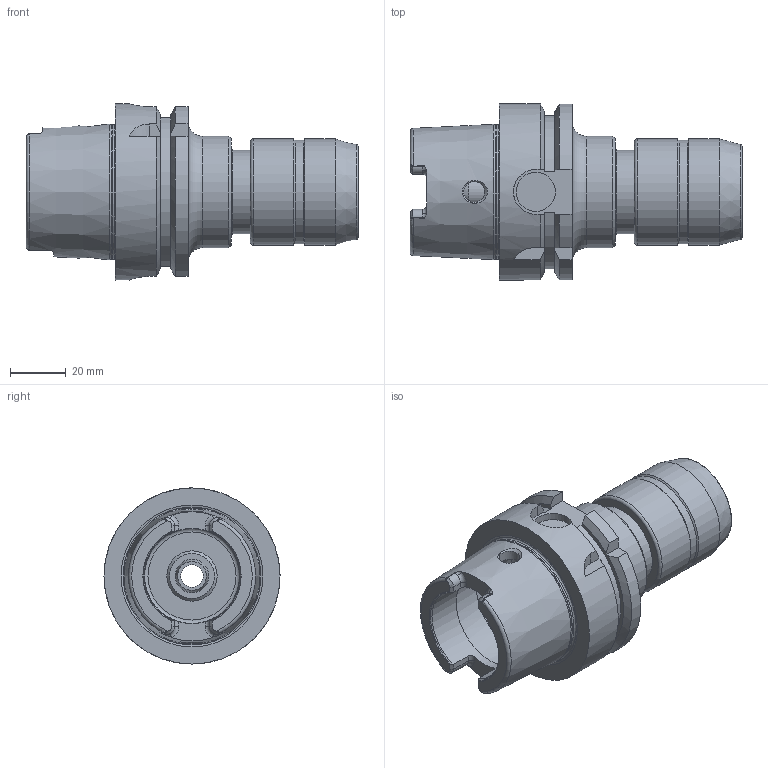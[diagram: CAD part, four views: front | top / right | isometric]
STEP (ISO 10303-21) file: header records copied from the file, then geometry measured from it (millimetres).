
FILE_DESCRIPTION((''),'2;1');
FILE_NAME('552075001080-3D.stp','2020-07-03T13:23:15',('nttooll'),(''),'Autodesk Inventor 2012','Autodesk Inventor 2012','');
FILE_SCHEMA(('AUTOMOTIVE_DESIGN { 1 0 10303 214 1 1 1 1 }'));
Length unit declared in the file: millimetre
Products named in the file (1): 552075001080-3D
Bounding box: 118.8 x 63 x 63 mm (x, y, z)
Volume: 132693.9 mm3; surface area: 35064.9 mm2
Topology: 1 solids, 1 shells, 147 faces, 361 edges, 226 vertices
Faces by surface type: plane 55, cylinder 42, cone 30, torus 20
Full cylindrical faces by diameter (mm): 7.5 x2, 8 x1, 11.3 x1, 12 x1, 14 x1, 18 x1, 19 x1, 19.4 x1, 26 x1, 30 x1, 30.2 x1, 34 x1, 34.5 x1, 37 x1, 38 x2, 40 x2, 48 x1, 63 x1
Entity records: 4372 total; most frequent: CARTESIAN_POINT 1140, DIRECTION 676, ORIENTED_EDGE 610, EDGE_CURVE 305, AXIS2_PLACEMENT_3D 285, VERTEX_POINT 217, EDGE_LOOP 210, FACE_OUTER_BOUND 147
